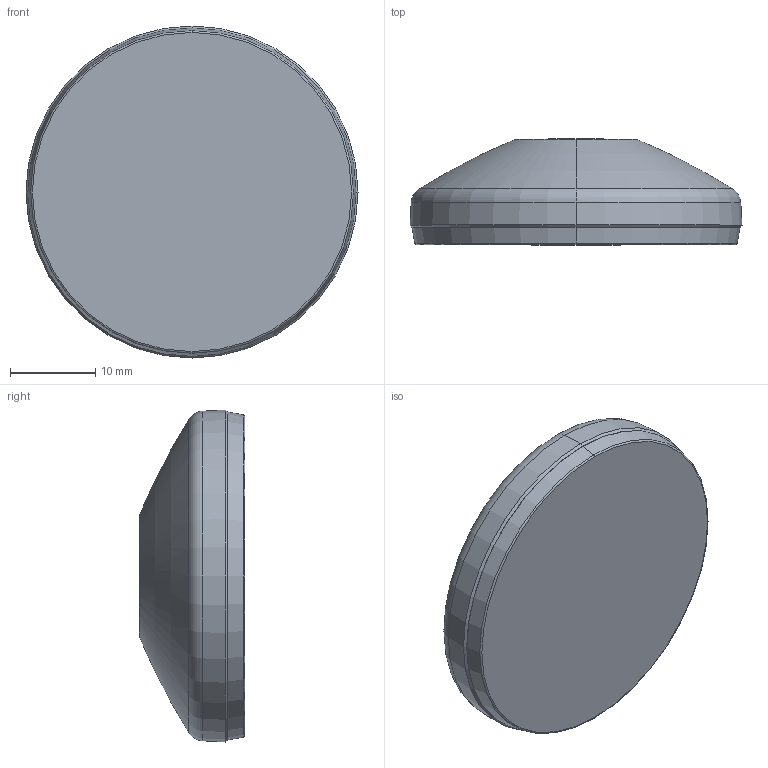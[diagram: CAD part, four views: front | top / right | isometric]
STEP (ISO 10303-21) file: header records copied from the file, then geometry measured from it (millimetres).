
FILE_DESCRIPTION (( 'STEP AP214' ), '1' );
FILE_NAME ('098m040kg.STEP', '2014-08-11T08:28:31', ( '' ), ( '' ), 'SwSTEP 2.0', 'SolidWorks 2014', '' );
FILE_SCHEMA (( 'AUTOMOTIVE_DESIGN' ));
Length unit declared in the file: millimetre
Products named in the file (3): 098mg020_098 mg 040; 098m020k_098 m 040 k; 098m040kg
Assembly tree (2 placements, depth 2):
  098m040kg
    098m020k_098 m 040 k
    098mg020_098 mg 040
Bounding box: 38.97 x 12.4 x 38.97 mm (x, y, z)
Volume: 10429 mm3; surface area: 6648.4 mm2
Topology: 2 solids, 2 shells, 63 faces, 129 edges, 72 vertices
Faces by surface type: torus 34, cone 12, cylinder 8, plane 7, sphere 2
Entity records: 1755 total; most frequent: DIRECTION 364, CARTESIAN_POINT 261, ORIENTED_EDGE 248, AXIS2_PLACEMENT_3D 172, EDGE_CURVE 124, CIRCLE 104, VERTEX_POINT 69, EDGE_LOOP 67
